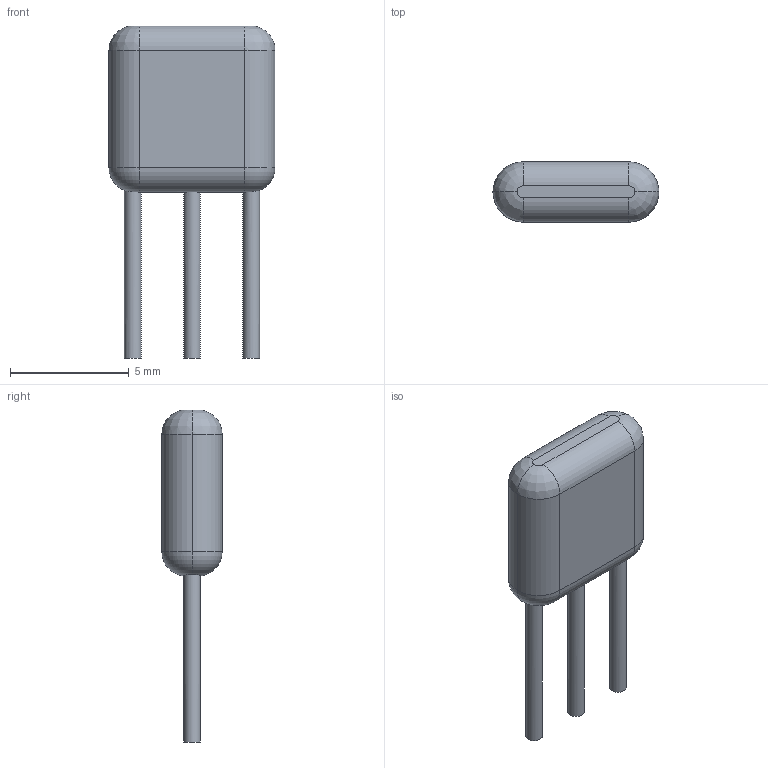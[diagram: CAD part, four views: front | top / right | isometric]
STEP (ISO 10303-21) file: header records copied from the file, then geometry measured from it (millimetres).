
FILE_DESCRIPTION(('FreeCAD Model'),'2;1');
FILE_NAME('Resonator_muRata_DSS6-3pin_w7.0mm_h2.5mm.step','2017-11-26T15:36:41',( 'kicad StepUp'),('ksu MCAD'),'Open CASCADE STEP processor 6.8', 'FreeCAD','Unknown');
FILE_SCHEMA(('AUTOMOTIVE_DESIGN_CC2 { 1 2 10303 214 -1 1 5 4 }'));
Length unit declared in the file: millimetre
Products named in the file (1): Resonator_muRata_DSS6-3pin_w7.0mm_h2.5mm
Bounding box: 7 x 2.54 x 14 mm (x, y, z)
Volume: 116 mm3; surface area: 181.7 mm2
Topology: 1 solids, 1 shells, 27 faces, 64 edges, 39 vertices
Faces by surface type: cylinder 11, plane 8, revolution 8
Full cylindrical faces by diameter (mm): 0.7 x3
Entity records: 1577 total; most frequent: CARTESIAN_POINT 735, DIRECTION 141, ORIENTED_EDGE 128, EDGE_CURVE 64, AXIS2_PLACEMENT_3D 57, VERTEX_POINT 39, CIRCLE 37, ADVANCED_FACE 27
